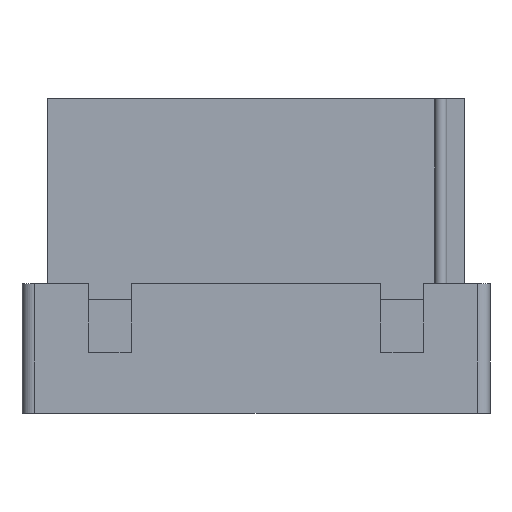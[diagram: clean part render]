
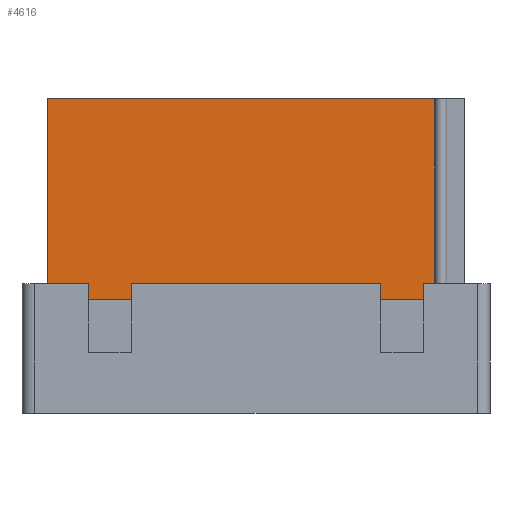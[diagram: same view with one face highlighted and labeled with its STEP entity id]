
A CAD part, front view. The second image highlights one B-rep face of the part: STEP entity #4616.
In plain terms, the highlighted planar face has unit normal (0, -1, 0).
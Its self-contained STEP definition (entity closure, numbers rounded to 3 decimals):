
#21=DIRECTION('',(1.,0.,0.));
#22=VECTOR('',#21,6.35);
#23=CARTESIAN_POINT('',(-3.175,-1.15,0.));
#24=LINE('',#23,#22);
#42=DIRECTION('',(1.,0.,0.));
#43=VECTOR('',#42,1.045);
#44=CARTESIAN_POINT('',(-5.3,-1.15,0.));
#45=LINE('',#44,#43);
#86=DIRECTION('',(1.,0.,0.));
#87=VECTOR('',#86,0.295);
#88=CARTESIAN_POINT('',(4.255,-1.15,0.));
#89=LINE('',#88,#87);
#90=DIRECTION('',(0.,0.,1.));
#91=VECTOR('',#90,4.7);
#92=CARTESIAN_POINT('',(4.55,-1.15,0.));
#93=LINE('',#92,#91);
#94=DIRECTION('',(0.,0.,1.));
#95=VECTOR('',#94,0.4);
#96=CARTESIAN_POINT('',(4.255,-1.15,-0.4));
#97=LINE('',#96,#95);
#98=DIRECTION('',(0.,0.,-1.));
#99=VECTOR('',#98,0.4);
#100=CARTESIAN_POINT('',(3.175,-1.15,0.));
#101=LINE('',#100,#99);
#102=DIRECTION('',(0.,0.,1.));
#103=VECTOR('',#102,0.4);
#104=CARTESIAN_POINT('',(-3.175,-1.15,-0.4));
#105=LINE('',#104,#103);
#106=DIRECTION('',(0.,0.,-1.));
#107=VECTOR('',#106,0.4);
#108=CARTESIAN_POINT('',(-4.255,-1.15,0.));
#109=LINE('',#108,#107);
#110=DIRECTION('',(0.,0.,-1.));
#111=VECTOR('',#110,4.7);
#112=CARTESIAN_POINT('',(-5.3,-1.15,4.7));
#113=LINE('',#112,#111);
#114=DIRECTION('',(1.,0.,0.));
#115=VECTOR('',#114,9.85);
#116=CARTESIAN_POINT('',(-5.3,-1.15,4.7));
#117=LINE('',#116,#115);
#975=DIRECTION('',(-1.,0.,0.));
#976=VECTOR('',#975,1.08);
#977=CARTESIAN_POINT('',(4.255,-1.15,-0.4));
#978=LINE('',#977,#976);
#1039=DIRECTION('',(-1.,0.,0.));
#1040=VECTOR('',#1039,1.08);
#1041=CARTESIAN_POINT('',(-3.175,-1.15,-0.4));
#1042=LINE('',#1041,#1040);
#3402=CARTESIAN_POINT('',(-5.3,-1.15,4.7));
#3404=VERTEX_POINT('',#3402);
#3417=CARTESIAN_POINT('',(-5.3,-1.15,0.));
#3418=VERTEX_POINT('',#3417);
#3502=CARTESIAN_POINT('',(3.175,-1.15,0.));
#3504=VERTEX_POINT('',#3502);
#3506=CARTESIAN_POINT('',(4.255,-1.15,0.));
#3508=VERTEX_POINT('',#3506);
#3510=CARTESIAN_POINT('',(-4.255,-1.15,0.));
#3512=VERTEX_POINT('',#3510);
#3514=CARTESIAN_POINT('',(-3.175,-1.15,0.));
#3516=VERTEX_POINT('',#3514);
#3525=CARTESIAN_POINT('',(4.255,-1.15,-0.4));
#3526=CARTESIAN_POINT('',(3.175,-1.15,-0.4));
#3527=VERTEX_POINT('',#3525);
#3528=VERTEX_POINT('',#3526);
#3529=CARTESIAN_POINT('',(-3.175,-1.15,-0.4));
#3530=CARTESIAN_POINT('',(-4.255,-1.15,-0.4));
#3531=VERTEX_POINT('',#3529);
#3532=VERTEX_POINT('',#3530);
#4041=CARTESIAN_POINT('',(4.55,-1.15,0.));
#4043=VERTEX_POINT('',#4041);
#4045=CARTESIAN_POINT('',(4.55,-1.15,4.7));
#4046=VERTEX_POINT('',#4045);
#4589=CARTESIAN_POINT('',(-5.95,-1.15,4.7));
#4590=DIRECTION('',(0.,-1.,0.));
#4591=DIRECTION('',(0.,0.,-1.));
#4592=AXIS2_PLACEMENT_3D('',#4589,#4590,#4591);
#4593=PLANE('',#4592);
#4595=ORIENTED_EDGE('',*,*,#4594,.F.);
#4596=ORIENTED_EDGE('',*,*,#4565,.F.);
#4598=ORIENTED_EDGE('',*,*,#4597,.F.);
#4600=ORIENTED_EDGE('',*,*,#4599,.T.);
#4601=ORIENTED_EDGE('',*,*,#4576,.F.);
#4602=ORIENTED_EDGE('',*,*,#4523,.F.);
#4604=ORIENTED_EDGE('',*,*,#4603,.F.);
#4606=ORIENTED_EDGE('',*,*,#4605,.T.);
#4608=ORIENTED_EDGE('',*,*,#4607,.F.);
#4609=ORIENTED_EDGE('',*,*,#4543,.F.);
#4611=ORIENTED_EDGE('',*,*,#4610,.F.);
#4613=ORIENTED_EDGE('',*,*,#4612,.T.);
#4614=EDGE_LOOP('',(#4595,#4596,#4598,#4600,#4601,#4602,#4604,#4606,#4608,#4609,
#4611,#4613));
#4615=FACE_OUTER_BOUND('',#4614,.F.);
#4523=EDGE_CURVE('',#3516,#3504,#24,.T.);
#4543=EDGE_CURVE('',#3418,#3512,#45,.T.);
#4565=EDGE_CURVE('',#3508,#4043,#89,.T.);
#4576=EDGE_CURVE('',#3504,#3528,#101,.T.);
#4594=EDGE_CURVE('',#4043,#4046,#93,.T.);
#4597=EDGE_CURVE('',#3527,#3508,#97,.T.);
#4599=EDGE_CURVE('',#3527,#3528,#978,.T.);
#4603=EDGE_CURVE('',#3531,#3516,#105,.T.);
#4605=EDGE_CURVE('',#3531,#3532,#1042,.T.);
#4607=EDGE_CURVE('',#3512,#3532,#109,.T.);
#4610=EDGE_CURVE('',#3404,#3418,#113,.T.);
#4612=EDGE_CURVE('',#3404,#4046,#117,.T.);
#4616=ADVANCED_FACE('',(#4615),#4593,.T.);
